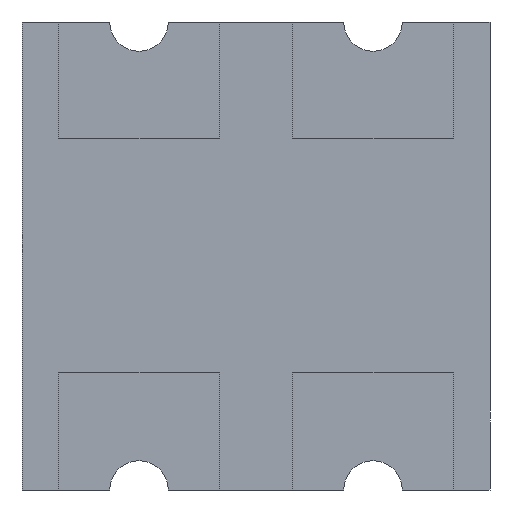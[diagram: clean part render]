
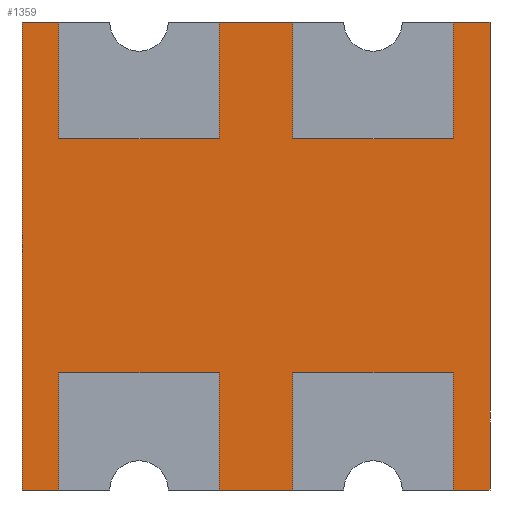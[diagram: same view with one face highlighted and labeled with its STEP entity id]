
A CAD part, front view. The second image highlights one B-rep face of the part: STEP entity #1359.
In plain terms, the highlighted planar face has unit normal (0, -1, 0).
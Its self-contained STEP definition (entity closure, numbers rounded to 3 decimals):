
#49=DIRECTION('',(0.,0.,1.));
#50=VECTOR('',#49,0.4);
#51=CARTESIAN_POINT('',(-0.125,0.,-0.8));
#52=LINE('',#51,#50);
#57=DIRECTION('',(-1.,0.,0.));
#58=VECTOR('',#57,0.55);
#59=CARTESIAN_POINT('',(-0.125,0.,-0.4));
#60=LINE('',#59,#58);
#64=DIRECTION('',(0.,0.,1.));
#65=VECTOR('',#64,0.4);
#66=CARTESIAN_POINT('',(-0.675,0.,-0.8));
#67=LINE('',#66,#65);
#71=DIRECTION('',(-1.,0.,0.));
#72=VECTOR('',#71,0.125);
#73=CARTESIAN_POINT('',(-0.675,0.,-0.8));
#74=LINE('',#73,#72);
#78=DIRECTION('',(0.,0.,1.));
#79=VECTOR('',#78,1.6);
#80=CARTESIAN_POINT('',(-0.8,0.,-0.8));
#81=LINE('',#80,#79);
#85=DIRECTION('',(1.,0.,0.));
#86=VECTOR('',#85,0.125);
#87=CARTESIAN_POINT('',(-0.8,0.,0.8));
#88=LINE('',#87,#86);
#92=DIRECTION('',(0.,0.,-1.));
#93=VECTOR('',#92,0.4);
#94=CARTESIAN_POINT('',(-0.675,0.,0.8));
#95=LINE('',#94,#93);
#99=DIRECTION('',(1.,0.,0.));
#100=VECTOR('',#99,0.55);
#101=CARTESIAN_POINT('',(-0.675,0.,0.4));
#102=LINE('',#101,#100);
#106=DIRECTION('',(0.,0.,-1.));
#107=VECTOR('',#106,0.4);
#108=CARTESIAN_POINT('',(-0.125,0.,0.8));
#109=LINE('',#108,#107);
#113=DIRECTION('',(1.,0.,0.));
#114=VECTOR('',#113,0.25);
#115=CARTESIAN_POINT('',(-0.125,0.,0.8));
#116=LINE('',#115,#114);
#120=DIRECTION('',(0.,0.,-1.));
#121=VECTOR('',#120,0.4);
#122=CARTESIAN_POINT('',(0.125,0.,0.8));
#123=LINE('',#122,#121);
#127=DIRECTION('',(1.,0.,0.));
#128=VECTOR('',#127,0.55);
#129=CARTESIAN_POINT('',(0.125,0.,0.4));
#130=LINE('',#129,#128);
#134=DIRECTION('',(0.,0.,-1.));
#135=VECTOR('',#134,0.4);
#136=CARTESIAN_POINT('',(0.675,0.,0.8));
#137=LINE('',#136,#135);
#141=DIRECTION('',(1.,0.,0.));
#142=VECTOR('',#141,0.125);
#143=CARTESIAN_POINT('',(0.675,0.,0.8));
#144=LINE('',#143,#142);
#148=DIRECTION('',(0.,0.,-1.));
#149=VECTOR('',#148,1.6);
#150=CARTESIAN_POINT('',(0.8,0.,0.8));
#151=LINE('',#150,#149);
#155=DIRECTION('',(-1.,0.,0.));
#156=VECTOR('',#155,0.125);
#157=CARTESIAN_POINT('',(0.8,0.,-0.8));
#158=LINE('',#157,#156);
#162=DIRECTION('',(0.,0.,1.));
#163=VECTOR('',#162,0.4);
#164=CARTESIAN_POINT('',(0.675,0.,-0.8));
#165=LINE('',#164,#163);
#169=DIRECTION('',(-1.,0.,0.));
#170=VECTOR('',#169,0.55);
#171=CARTESIAN_POINT('',(0.675,0.,-0.4));
#172=LINE('',#171,#170);
#176=DIRECTION('',(0.,0.,1.));
#177=VECTOR('',#176,0.4);
#178=CARTESIAN_POINT('',(0.125,0.,-0.8));
#179=LINE('',#178,#177);
#183=DIRECTION('',(-1.,0.,0.));
#184=VECTOR('',#183,0.25);
#185=CARTESIAN_POINT('',(0.125,0.,-0.8));
#186=LINE('',#185,#184);
#1112=CARTESIAN_POINT('',(-0.8,0.,-0.8));
#1113=CARTESIAN_POINT('',(-0.8,0.,0.8));
#1114=VERTEX_POINT('',#1112);
#1115=VERTEX_POINT('',#1113);
#1116=CARTESIAN_POINT('',(0.8,0.,0.8));
#1117=CARTESIAN_POINT('',(0.8,0.,-0.8));
#1118=VERTEX_POINT('',#1116);
#1119=VERTEX_POINT('',#1117);
#1240=CARTESIAN_POINT('',(-0.125,0.,-0.8));
#1241=CARTESIAN_POINT('',(-0.125,0.,-0.4));
#1242=VERTEX_POINT('',#1240);
#1243=VERTEX_POINT('',#1241);
#1244=CARTESIAN_POINT('',(-0.675,0.,-0.4));
#1245=VERTEX_POINT('',#1244);
#1246=CARTESIAN_POINT('',(-0.675,0.,-0.8));
#1247=VERTEX_POINT('',#1246);
#1248=CARTESIAN_POINT('',(0.675,0.,-0.8));
#1249=CARTESIAN_POINT('',(0.675,0.,-0.4));
#1250=VERTEX_POINT('',#1248);
#1251=VERTEX_POINT('',#1249);
#1252=CARTESIAN_POINT('',(0.125,0.,-0.4));
#1253=VERTEX_POINT('',#1252);
#1254=CARTESIAN_POINT('',(0.125,0.,-0.8));
#1255=VERTEX_POINT('',#1254);
#1256=CARTESIAN_POINT('',(-0.675,0.,0.8));
#1257=CARTESIAN_POINT('',(-0.675,0.,0.4));
#1258=VERTEX_POINT('',#1256);
#1259=VERTEX_POINT('',#1257);
#1260=CARTESIAN_POINT('',(-0.125,0.,0.4));
#1261=VERTEX_POINT('',#1260);
#1262=CARTESIAN_POINT('',(-0.125,0.,0.8));
#1263=VERTEX_POINT('',#1262);
#1264=CARTESIAN_POINT('',(0.125,0.,0.8));
#1265=CARTESIAN_POINT('',(0.125,0.,0.4));
#1266=VERTEX_POINT('',#1264);
#1267=VERTEX_POINT('',#1265);
#1268=CARTESIAN_POINT('',(0.675,0.,0.4));
#1269=VERTEX_POINT('',#1268);
#1270=CARTESIAN_POINT('',(0.675,0.,0.8));
#1271=VERTEX_POINT('',#1270);
#1312=CARTESIAN_POINT('',(0.,0.,0.));
#1313=DIRECTION('',(0.,1.,0.));
#1314=DIRECTION('',(1.,0.,0.));
#1315=AXIS2_PLACEMENT_3D('',#1312,#1313,#1314);
#1316=PLANE('',#1315);
#1318=ORIENTED_EDGE('',*,*,#1317,.T.);
#1320=ORIENTED_EDGE('',*,*,#1319,.T.);
#1322=ORIENTED_EDGE('',*,*,#1321,.F.);
#1324=ORIENTED_EDGE('',*,*,#1323,.T.);
#1326=ORIENTED_EDGE('',*,*,#1325,.T.);
#1328=ORIENTED_EDGE('',*,*,#1327,.T.);
#1330=ORIENTED_EDGE('',*,*,#1329,.T.);
#1332=ORIENTED_EDGE('',*,*,#1331,.T.);
#1334=ORIENTED_EDGE('',*,*,#1333,.F.);
#1336=ORIENTED_EDGE('',*,*,#1335,.T.);
#1338=ORIENTED_EDGE('',*,*,#1337,.T.);
#1340=ORIENTED_EDGE('',*,*,#1339,.T.);
#1342=ORIENTED_EDGE('',*,*,#1341,.F.);
#1344=ORIENTED_EDGE('',*,*,#1343,.T.);
#1346=ORIENTED_EDGE('',*,*,#1345,.T.);
#1348=ORIENTED_EDGE('',*,*,#1347,.T.);
#1350=ORIENTED_EDGE('',*,*,#1349,.T.);
#1352=ORIENTED_EDGE('',*,*,#1351,.T.);
#1354=ORIENTED_EDGE('',*,*,#1353,.F.);
#1356=ORIENTED_EDGE('',*,*,#1355,.T.);
#1357=EDGE_LOOP('',(#1318,#1320,#1322,#1324,#1326,#1328,#1330,#1332,#1334,#1336,
#1338,#1340,#1342,#1344,#1346,#1348,#1350,#1352,#1354,#1356));
#1358=FACE_OUTER_BOUND('',#1357,.F.);
#1359=ADVANCED_FACE('',(#1358),#1316,.F.);
#1317=EDGE_CURVE('',#1242,#1243,#52,.T.);
#1319=EDGE_CURVE('',#1243,#1245,#60,.T.);
#1321=EDGE_CURVE('',#1247,#1245,#67,.T.);
#1323=EDGE_CURVE('',#1247,#1114,#74,.T.);
#1325=EDGE_CURVE('',#1114,#1115,#81,.T.);
#1327=EDGE_CURVE('',#1115,#1258,#88,.T.);
#1329=EDGE_CURVE('',#1258,#1259,#95,.T.);
#1331=EDGE_CURVE('',#1259,#1261,#102,.T.);
#1333=EDGE_CURVE('',#1263,#1261,#109,.T.);
#1335=EDGE_CURVE('',#1263,#1266,#116,.T.);
#1337=EDGE_CURVE('',#1266,#1267,#123,.T.);
#1339=EDGE_CURVE('',#1267,#1269,#130,.T.);
#1341=EDGE_CURVE('',#1271,#1269,#137,.T.);
#1343=EDGE_CURVE('',#1271,#1118,#144,.T.);
#1345=EDGE_CURVE('',#1118,#1119,#151,.T.);
#1347=EDGE_CURVE('',#1119,#1250,#158,.T.);
#1349=EDGE_CURVE('',#1250,#1251,#165,.T.);
#1351=EDGE_CURVE('',#1251,#1253,#172,.T.);
#1353=EDGE_CURVE('',#1255,#1253,#179,.T.);
#1355=EDGE_CURVE('',#1255,#1242,#186,.T.);
